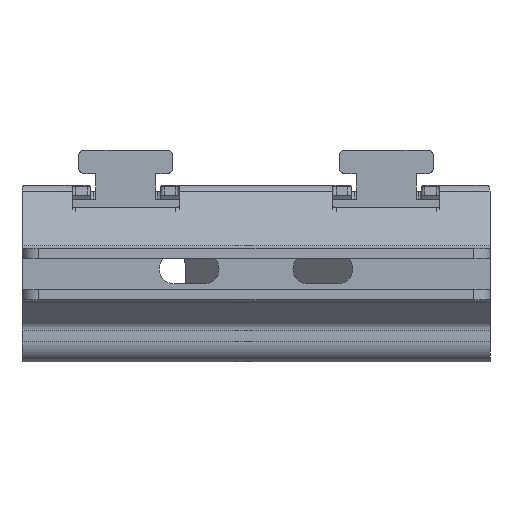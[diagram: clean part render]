
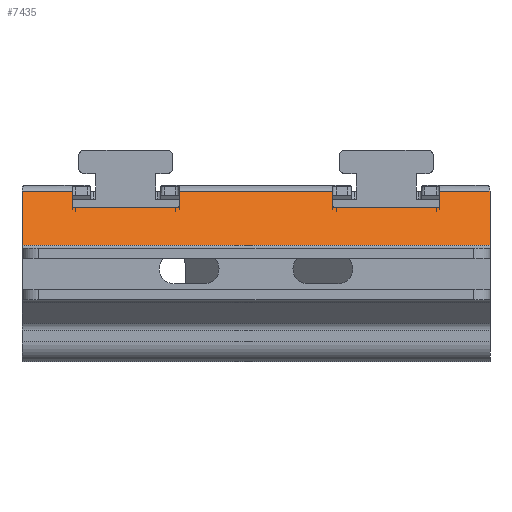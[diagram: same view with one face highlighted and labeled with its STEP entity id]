
A CAD part, left-side view. The second image highlights one B-rep face of the part: STEP entity #7435.
In plain terms, the highlighted face is planar.
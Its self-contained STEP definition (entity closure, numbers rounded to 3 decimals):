
#6156=DIRECTION('',(1.,0.,0.));
#6157=VECTOR('',#6156,140.);
#6158=CARTESIAN_POINT('',(0.,42.121,-0.879));
#6159=LINE('',#6158,#6157);
#6170=DIRECTION('',(1.,0.,0.));
#6171=VECTOR('',#6170,15.);
#6172=CARTESIAN_POINT('',(0.,58.304,-17.061));
#6173=LINE('',#6172,#6171);
#6174=DIRECTION('',(0.,-0.707,0.707));
#6175=VECTOR('',#6174,22.885);
#6176=CARTESIAN_POINT('',(0.,58.304,-17.061));
#6177=LINE('',#6176,#6175);
#6178=DIRECTION('',(0.,0.707,-0.707));
#6179=VECTOR('',#6178,22.885);
#6180=CARTESIAN_POINT('',(140.,42.121,-0.879));
#6181=LINE('',#6180,#6179);
#6182=DIRECTION('',(1.,0.,0.));
#6183=VECTOR('',#6182,15.);
#6184=CARTESIAN_POINT('',(125.,58.304,-17.061));
#6185=LINE('',#6184,#6183);
#6186=DIRECTION('',(0.,-0.707,0.707));
#6187=VECTOR('',#6186,5.991);
#6188=CARTESIAN_POINT('',(125.,58.304,-17.061));
#6189=LINE('',#6188,#6187);
#6190=CARTESIAN_POINT('',(124.,54.067,-12.824));
#6191=DIRECTION('',(0.,-0.707,-0.707));
#6192=DIRECTION('',(1.,0.,0.));
#6193=AXIS2_PLACEMENT_3D('',#6190,#6191,#6192);
#6195=DIRECTION('',(-1.,0.,0.));
#6196=VECTOR('',#6195,30.);
#6197=CARTESIAN_POINT('',(124.,53.36,-12.117));
#6198=LINE('',#6197,#6196);
#6199=CARTESIAN_POINT('',(94.,54.067,-12.824));
#6200=DIRECTION('',(0.,-0.707,-0.707));
#6201=DIRECTION('',(0.,-0.707,0.707));
#6202=AXIS2_PLACEMENT_3D('',#6199,#6200,#6201);
#6204=DIRECTION('',(0.,0.707,-0.707));
#6205=VECTOR('',#6204,5.991);
#6206=CARTESIAN_POINT('',(93.,54.067,-12.824));
#6207=LINE('',#6206,#6205);
#6208=DIRECTION('',(1.,0.,0.));
#6209=VECTOR('',#6208,46.);
#6210=CARTESIAN_POINT('',(47.,58.304,-17.061));
#6211=LINE('',#6210,#6209);
#6212=DIRECTION('',(0.,-0.707,0.707));
#6213=VECTOR('',#6212,5.991);
#6214=CARTESIAN_POINT('',(47.,58.304,-17.061));
#6215=LINE('',#6214,#6213);
#6216=CARTESIAN_POINT('',(46.,54.067,-12.824));
#6217=DIRECTION('',(0.,-0.707,-0.707));
#6218=DIRECTION('',(1.,0.,0.));
#6219=AXIS2_PLACEMENT_3D('',#6216,#6217,#6218);
#6221=DIRECTION('',(-1.,0.,0.));
#6222=VECTOR('',#6221,30.);
#6223=CARTESIAN_POINT('',(46.,53.36,-12.117));
#6224=LINE('',#6223,#6222);
#6225=CARTESIAN_POINT('',(16.,54.067,-12.824));
#6226=DIRECTION('',(0.,-0.707,-0.707));
#6227=DIRECTION('',(0.,-0.707,0.707));
#6228=AXIS2_PLACEMENT_3D('',#6225,#6226,#6227);
#6230=DIRECTION('',(0.,0.707,-0.707));
#6231=VECTOR('',#6230,5.991);
#6232=CARTESIAN_POINT('',(15.,54.067,-12.824));
#6233=LINE('',#6232,#6231);
#7112=CARTESIAN_POINT('',(125.,54.067,-12.824));
#7113=CARTESIAN_POINT('',(124.,53.36,-12.117));
#7114=VERTEX_POINT('',#7112);
#7115=VERTEX_POINT('',#7113);
#7116=CARTESIAN_POINT('',(94.,53.36,-12.117));
#7117=VERTEX_POINT('',#7116);
#7118=CARTESIAN_POINT('',(93.,54.067,-12.824));
#7119=VERTEX_POINT('',#7118);
#7140=CARTESIAN_POINT('',(47.,54.067,-12.824));
#7141=CARTESIAN_POINT('',(46.,53.36,-12.117));
#7142=VERTEX_POINT('',#7140);
#7143=VERTEX_POINT('',#7141);
#7144=CARTESIAN_POINT('',(16.,53.36,-12.117));
#7145=VERTEX_POINT('',#7144);
#7146=CARTESIAN_POINT('',(15.,54.067,-12.824));
#7147=VERTEX_POINT('',#7146);
#7245=CARTESIAN_POINT('',(140.,42.121,-0.879));
#7247=VERTEX_POINT('',#7245);
#7249=CARTESIAN_POINT('',(0.,42.121,-0.879));
#7251=VERTEX_POINT('',#7249);
#7252=CARTESIAN_POINT('',(125.,58.304,-17.061));
#7253=VERTEX_POINT('',#7252);
#7254=CARTESIAN_POINT('',(93.,58.304,-17.061));
#7255=VERTEX_POINT('',#7254);
#7256=CARTESIAN_POINT('',(47.,58.304,-17.061));
#7257=VERTEX_POINT('',#7256);
#7258=CARTESIAN_POINT('',(15.,58.304,-17.061));
#7259=VERTEX_POINT('',#7258);
#7268=CARTESIAN_POINT('',(0.,58.304,-17.061));
#7269=VERTEX_POINT('',#7268);
#7270=CARTESIAN_POINT('',(140.,58.304,-17.061));
#7271=VERTEX_POINT('',#7270);
#7397=CARTESIAN_POINT('',(0.,11.641,29.602));
#7398=DIRECTION('',(0.,0.707,0.707));
#7399=DIRECTION('',(1.,0.,0.));
#7400=AXIS2_PLACEMENT_3D('',#7397,#7398,#7399);
#7401=PLANE('',#7400);
#7403=ORIENTED_EDGE('',*,*,#7402,.F.);
#7405=ORIENTED_EDGE('',*,*,#7404,.T.);
#7406=ORIENTED_EDGE('',*,*,#7387,.T.);
#7408=ORIENTED_EDGE('',*,*,#7407,.T.);
#7410=ORIENTED_EDGE('',*,*,#7409,.F.);
#7412=ORIENTED_EDGE('',*,*,#7411,.T.);
#7414=ORIENTED_EDGE('',*,*,#7413,.T.);
#7416=ORIENTED_EDGE('',*,*,#7415,.T.);
#7418=ORIENTED_EDGE('',*,*,#7417,.T.);
#7420=ORIENTED_EDGE('',*,*,#7419,.T.);
#7422=ORIENTED_EDGE('',*,*,#7421,.F.);
#7424=ORIENTED_EDGE('',*,*,#7423,.T.);
#7426=ORIENTED_EDGE('',*,*,#7425,.T.);
#7428=ORIENTED_EDGE('',*,*,#7427,.T.);
#7430=ORIENTED_EDGE('',*,*,#7429,.T.);
#7432=ORIENTED_EDGE('',*,*,#7431,.T.);
#7433=EDGE_LOOP('',(#7403,#7405,#7406,#7408,#7410,#7412,#7414,#7416,#7418,#7420,
#7422,#7424,#7426,#7428,#7430,#7432));
#7434=FACE_OUTER_BOUND('',#7433,.F.);
#7435=ADVANCED_FACE('',(#7434),#7401,.F.);
#6194=CIRCLE('',#6193,1.);
#6203=CIRCLE('',#6202,1.);
#6220=CIRCLE('',#6219,1.);
#6229=CIRCLE('',#6228,1.);
#7387=EDGE_CURVE('',#7251,#7247,#6159,.T.);
#7402=EDGE_CURVE('',#7269,#7259,#6173,.T.);
#7404=EDGE_CURVE('',#7269,#7251,#6177,.T.);
#7407=EDGE_CURVE('',#7247,#7271,#6181,.T.);
#7409=EDGE_CURVE('',#7253,#7271,#6185,.T.);
#7411=EDGE_CURVE('',#7253,#7114,#6189,.T.);
#7413=EDGE_CURVE('',#7114,#7115,#6194,.T.);
#7415=EDGE_CURVE('',#7115,#7117,#6198,.T.);
#7417=EDGE_CURVE('',#7117,#7119,#6203,.T.);
#7419=EDGE_CURVE('',#7119,#7255,#6207,.T.);
#7421=EDGE_CURVE('',#7257,#7255,#6211,.T.);
#7423=EDGE_CURVE('',#7257,#7142,#6215,.T.);
#7425=EDGE_CURVE('',#7142,#7143,#6220,.T.);
#7427=EDGE_CURVE('',#7143,#7145,#6224,.T.);
#7429=EDGE_CURVE('',#7145,#7147,#6229,.T.);
#7431=EDGE_CURVE('',#7147,#7259,#6233,.T.);
